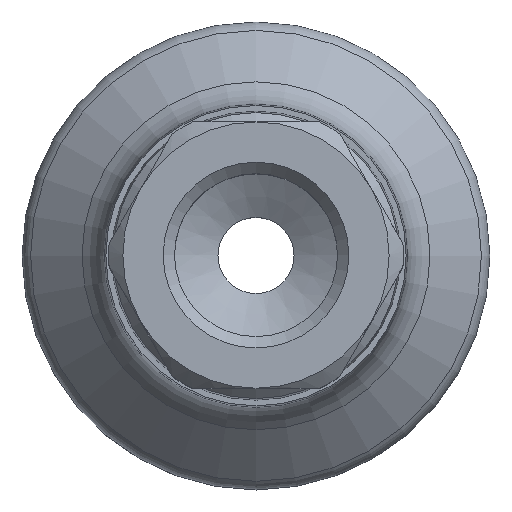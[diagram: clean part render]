
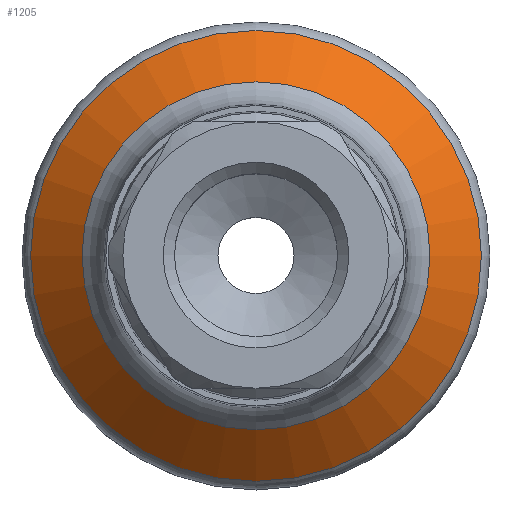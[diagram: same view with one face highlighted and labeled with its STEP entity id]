
A CAD part, top view. The second image highlights one B-rep face of the part: STEP entity #1205.
In plain terms, the highlighted conical face has half-angle 47.101 degrees and reference radius 10.501 mm.
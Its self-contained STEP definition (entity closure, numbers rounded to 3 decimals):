
#99=CONICAL_SURFACE('',#1395,10.5,0.822);
#136=FACE_OUTER_BOUND('',#210,.T.);
#210=EDGE_LOOP('',(#910,#911,#912,#913,#914,#915,#916,#917));
#277=LINE('',#2084,#334);
#334=VECTOR('',#1660,10.5);
#426=CIRCLE('',#1392,9.148);
#427=CIRCLE('',#1393,9.148);
#428=CIRCLE('',#1394,9.148);
#429=CIRCLE('',#1396,11.853);
#430=CIRCLE('',#1397,11.853);
#431=CIRCLE('',#1398,11.853);
#528=VERTEX_POINT('',#2071);
#529=VERTEX_POINT('',#2073);
#530=VERTEX_POINT('',#2075);
#531=VERTEX_POINT('',#2079);
#532=VERTEX_POINT('',#2080);
#533=VERTEX_POINT('',#2082);
#667=EDGE_CURVE('',#529,#528,#426,.T.);
#668=EDGE_CURVE('',#530,#529,#427,.T.);
#669=EDGE_CURVE('',#528,#530,#428,.T.);
#670=EDGE_CURVE('',#531,#532,#429,.T.);
#671=EDGE_CURVE('',#533,#531,#430,.T.);
#672=EDGE_CURVE('',#533,#530,#277,.T.);
#673=EDGE_CURVE('',#532,#533,#431,.T.);
#910=ORIENTED_EDGE('',*,*,#670,.F.);
#911=ORIENTED_EDGE('',*,*,#671,.F.);
#912=ORIENTED_EDGE('',*,*,#672,.T.);
#913=ORIENTED_EDGE('',*,*,#668,.T.);
#914=ORIENTED_EDGE('',*,*,#667,.T.);
#915=ORIENTED_EDGE('',*,*,#669,.T.);
#916=ORIENTED_EDGE('',*,*,#672,.F.);
#917=ORIENTED_EDGE('',*,*,#673,.F.);
#1205=ADVANCED_FACE('',(#136),#99,.T.);
#1392=AXIS2_PLACEMENT_3D('',#2074,#1648,#1649);
#1393=AXIS2_PLACEMENT_3D('',#2076,#1650,#1651);
#1394=AXIS2_PLACEMENT_3D('',#2077,#1652,#1653);
#1395=AXIS2_PLACEMENT_3D('',#2078,#1654,#1655);
#1396=AXIS2_PLACEMENT_3D('',#2081,#1656,#1657);
#1397=AXIS2_PLACEMENT_3D('',#2083,#1658,#1659);
#1398=AXIS2_PLACEMENT_3D('',#2085,#1661,#1662);
#1648=DIRECTION('center_axis',(0.,0.,-1.));
#1649=DIRECTION('ref_axis',(1.,0.,0.));
#1650=DIRECTION('center_axis',(0.,0.,-1.));
#1651=DIRECTION('ref_axis',(1.,0.,0.));
#1652=DIRECTION('center_axis',(0.,0.,-1.));
#1653=DIRECTION('ref_axis',(1.,0.,0.));
#1654=DIRECTION('center_axis',(0.,0.,-1.));
#1655=DIRECTION('ref_axis',(0.,1.,0.));
#1656=DIRECTION('center_axis',(0.,0.,-1.));
#1657=DIRECTION('ref_axis',(1.,0.,0.));
#1658=DIRECTION('center_axis',(0.,0.,-1.));
#1659=DIRECTION('ref_axis',(1.,0.,0.));
#1660=DIRECTION('',(0.,0.733,0.681));
#1661=DIRECTION('center_axis',(0.,0.,-1.));
#1662=DIRECTION('ref_axis',(1.,0.,0.));
#2071=CARTESIAN_POINT('',(9.148,0.,17.889));
#2073=CARTESIAN_POINT('',(0.,9.148,17.889));
#2074=CARTESIAN_POINT('Origin',(0.,0.,17.889));
#2075=CARTESIAN_POINT('',(0.,-9.148,17.889));
#2076=CARTESIAN_POINT('Origin',(0.,0.,17.889));
#2077=CARTESIAN_POINT('Origin',(0.,0.,17.889));
#2078=CARTESIAN_POINT('Origin',(0.,0.,16.632));
#2079=CARTESIAN_POINT('',(0.,11.853,15.376));
#2080=CARTESIAN_POINT('',(11.853,0.,15.376));
#2081=CARTESIAN_POINT('Origin',(0.,0.,15.376));
#2082=CARTESIAN_POINT('',(0.,-11.853,15.376));
#2083=CARTESIAN_POINT('Origin',(0.,0.,15.376));
#2084=CARTESIAN_POINT('',(0.,-10.5,16.632));
#2085=CARTESIAN_POINT('Origin',(0.,0.,15.376));
